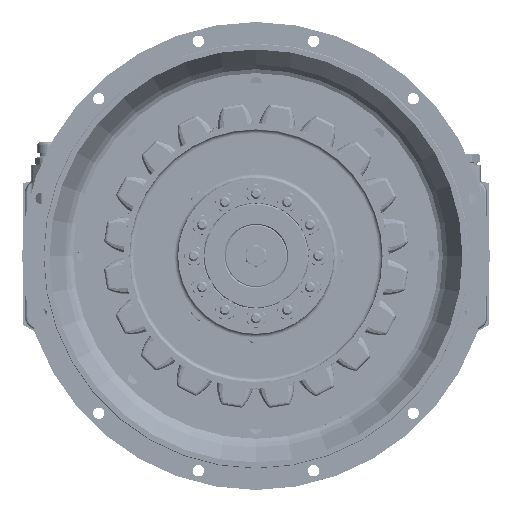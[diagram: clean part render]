
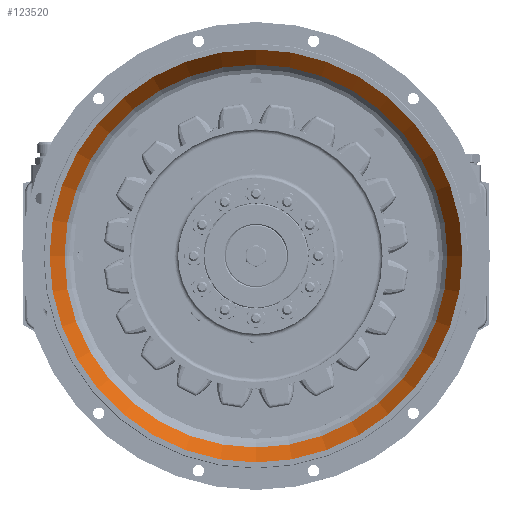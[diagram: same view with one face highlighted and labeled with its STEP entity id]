
A CAD part, top view. The second image highlights one B-rep face of the part: STEP entity #123520.
In plain terms, the highlighted conical face has half-angle 30 degrees and reference radius 184.566 mm.
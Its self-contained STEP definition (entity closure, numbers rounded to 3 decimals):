
#8967 = EDGE_LOOP ( 'NONE', ( #317179 ) ) ;
#12474 = AXIS2_PLACEMENT_3D ( 'NONE', #265345, #112623, #290932 ) ;
#16122 = CIRCLE ( 'NONE', #12474, 184.566 ) ;
#23374 = FACE_BOUND ( 'NONE', #167190, .T. ) ;
#54067 = CARTESIAN_POINT ( 'NONE',  ( 0., 0., 55. ) ) ;
#79620 = DIRECTION ( 'NONE',  ( -1., 0., 0. ) ) ;
#102243 = DIRECTION ( 'NONE',  ( 0., 0., 1. ) ) ;
#112623 = DIRECTION ( 'NONE',  ( 0., 0., -1. ) ) ;
#115858 = EDGE_CURVE ( 'NONE', #161240, #161240, #16122, .T. ) ;
#117505 = CARTESIAN_POINT ( 'NONE',  ( -184.566, 0., 30. ) ) ;
#120666 = VERTEX_POINT ( 'NONE', #220849 ) ;
#123520 = ADVANCED_FACE ( 'NONE', ( #286516, #23374 ), #254610, .F. ) ;
#140911 = AXIS2_PLACEMENT_3D ( 'NONE', #292942, #102243, #204858 ) ;
#161240 = VERTEX_POINT ( 'NONE', #117505 ) ;
#167190 = EDGE_LOOP ( 'NONE', ( #299592 ) ) ;
#204858 = DIRECTION ( 'NONE',  ( 1., 0., 0. ) ) ;
#216493 = EDGE_CURVE ( 'NONE', #120666, #120666, #247633, .T. ) ;
#220849 = CARTESIAN_POINT ( 'NONE',  ( -199., 0., 55. ) ) ;
#232456 = DIRECTION ( 'NONE',  ( 0., 0., -1. ) ) ;
#247633 = CIRCLE ( 'NONE', #301163, 199. ) ;
#254610 = CONICAL_SURFACE ( 'NONE', #140911, 184.566, 0.524 ) ;
#265345 = CARTESIAN_POINT ( 'NONE',  ( 0., 0., 30. ) ) ;
#286516 = FACE_OUTER_BOUND ( 'NONE', #8967, .T. ) ;
#290932 = DIRECTION ( 'NONE',  ( -1., 0., 0. ) ) ;
#292942 = CARTESIAN_POINT ( 'NONE',  ( 0., 0., 30. ) ) ;
#299592 = ORIENTED_EDGE ( 'NONE', *, *, #115858, .T. ) ;
#301163 = AXIS2_PLACEMENT_3D ( 'NONE', #54067, #232456, #79620 ) ;
#317179 = ORIENTED_EDGE ( 'NONE', *, *, #216493, .F. ) ;
